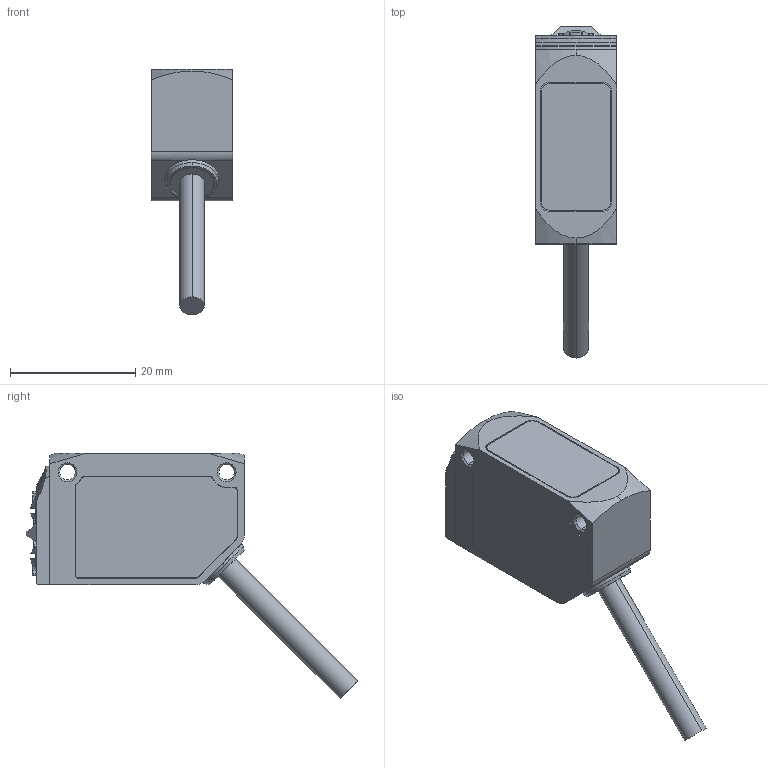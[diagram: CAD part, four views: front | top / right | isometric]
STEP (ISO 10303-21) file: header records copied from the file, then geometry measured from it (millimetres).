
FILE_DESCRIPTION (( 'STEP AP214' ), '1' );
FILE_NAME ('FMRR-0N-0E.step', '2018-04-17T19:24:00', ( '' ), ( '' ), 'SwSTEP 2.0', 'SolidWorks 2017', '' );
FILE_SCHEMA (( 'AUTOMOTIVE_DESIGN' ));
Length unit declared in the file: inch
Products named in the file (1): FMRR-0N-0E
Bounding box: 13 x 52.94 x 39.14 mm (x, y, z)
Volume: 8884.6 mm3; surface area: 3533.1 mm2
Topology: 1 solids, 1 shells, 186 faces, 492 edges, 318 vertices
Faces by surface type: plane 89, cylinder 72, bspline 14, cone 11
Entity records: 6198 total; most frequent: CARTESIAN_POINT 1490, DIRECTION 994, ORIENTED_EDGE 984, EDGE_CURVE 492, AXIS2_PLACEMENT_3D 364, VERTEX_POINT 318, VECTOR 266, LINE 266
